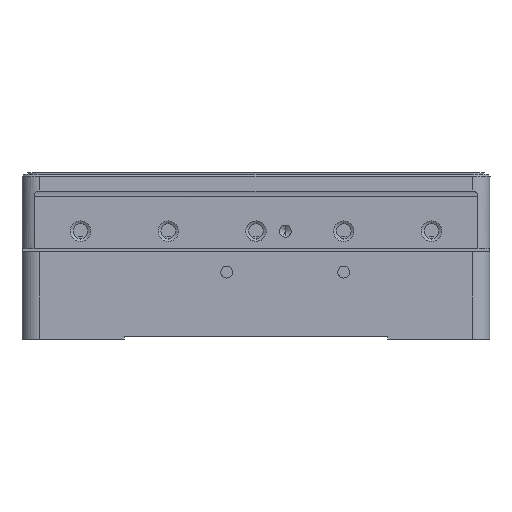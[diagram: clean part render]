
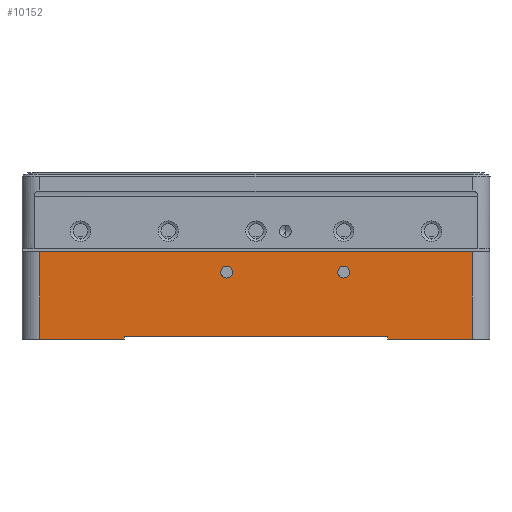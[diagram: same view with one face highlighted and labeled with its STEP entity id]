
A CAD part, front view. The second image highlights one B-rep face of the part: STEP entity #10152.
In plain terms, the highlighted planar face has unit normal (0, -1, 0).
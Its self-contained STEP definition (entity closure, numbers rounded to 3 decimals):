
#616 = EDGE_LOOP ( 'NONE', ( #8014, #25755 ) ) ;
#1738 = DIRECTION ( 'NONE',  ( -1., 0., 0. ) ) ;
#2174 = CARTESIAN_POINT ( 'NONE',  ( -37., -40., -15. ) ) ;
#2610 = CARTESIAN_POINT ( 'NONE',  ( -22.5, -40., -14.5 ) ) ;
#2664 = ORIENTED_EDGE ( 'NONE', *, *, #10695, .F. ) ;
#2679 = FACE_OUTER_BOUND ( 'NONE', #19170, .T. ) ;
#2710 = AXIS2_PLACEMENT_3D ( 'NONE', #27358, #9273, #4990 ) ;
#2795 = VECTOR ( 'NONE', #22056, 1000. ) ;
#2814 = EDGE_CURVE ( 'NONE', #8304, #12600, #18776, .T. ) ;
#2942 = CARTESIAN_POINT ( 'NONE',  ( 37., -40., -15. ) ) ;
#2984 = DIRECTION ( 'NONE',  ( 0., -1., 0. ) ) ;
#3071 = CARTESIAN_POINT ( 'NONE',  ( 22.5, -40., -14.5 ) ) ;
#3286 = CARTESIAN_POINT ( 'NONE',  ( -5., -40., -2.475 ) ) ;
#3337 = VERTEX_POINT ( 'NONE', #2174 ) ;
#3753 = VECTOR ( 'NONE', #5093, 1000. ) ;
#4050 = ORIENTED_EDGE ( 'NONE', *, *, #7367, .T. ) ;
#4374 = CIRCLE ( 'NONE', #25987, 1.025 ) ;
#4990 = DIRECTION ( 'NONE',  ( 0., 0., -1. ) ) ;
#5093 = DIRECTION ( 'NONE',  ( 1., 0., 0. ) ) ;
#5362 = CARTESIAN_POINT ( 'NONE',  ( -5., -40., -3.5 ) ) ;
#6046 = ORIENTED_EDGE ( 'NONE', *, *, #16782, .T. ) ;
#6117 = LINE ( 'NONE', #7874, #8578 ) ;
#6430 = CARTESIAN_POINT ( 'NONE',  ( -40., -40., -15. ) ) ;
#7121 = DIRECTION ( 'NONE',  ( 0., 0., -1. ) ) ;
#7367 = EDGE_CURVE ( 'NONE', #16379, #9257, #11194, .T. ) ;
#7874 = CARTESIAN_POINT ( 'NONE',  ( 37., -40., 34.527 ) ) ;
#8014 = ORIENTED_EDGE ( 'NONE', *, *, #12234, .T. ) ;
#8227 = DIRECTION ( 'NONE',  ( 0., 1., 0. ) ) ;
#8304 = VERTEX_POINT ( 'NONE', #15409 ) ;
#8578 = VECTOR ( 'NONE', #27885, 1000. ) ;
#9257 = VERTEX_POINT ( 'NONE', #2610 ) ;
#9273 = DIRECTION ( 'NONE',  ( 0., 1., 0. ) ) ;
#9821 = DIRECTION ( 'NONE',  ( 0., 0., -1. ) ) ;
#10152 = ADVANCED_FACE ( 'NONE', ( #2679, #11532, #16092 ), #18002, .T. ) ;
#10695 = EDGE_CURVE ( 'NONE', #3337, #8304, #19092, .T. ) ;
#11194 = LINE ( 'NONE', #13263, #22493 ) ;
#11206 = EDGE_CURVE ( 'NONE', #12600, #14522, #6117, .T. ) ;
#11302 = VERTEX_POINT ( 'NONE', #15676 ) ;
#11437 = CARTESIAN_POINT ( 'NONE',  ( 15., -40., -2.475 ) ) ;
#11532 = FACE_BOUND ( 'NONE', #21712, .T. ) ;
#11888 = LINE ( 'NONE', #16889, #14785 ) ;
#12234 = EDGE_CURVE ( 'NONE', #13668, #24503, #21754, .T. ) ;
#12489 = DIRECTION ( 'NONE',  ( 0., 0., 1. ) ) ;
#12600 = VERTEX_POINT ( 'NONE', #13572 ) ;
#12669 = LINE ( 'NONE', #21624, #2795 ) ;
#12817 = ORIENTED_EDGE ( 'NONE', *, *, #28831, .T. ) ;
#13263 = CARTESIAN_POINT ( 'NONE',  ( -22.5, -40., -15. ) ) ;
#13284 = EDGE_CURVE ( 'NONE', #24067, #15342, #20568, .T. ) ;
#13541 = EDGE_CURVE ( 'NONE', #26553, #9257, #15443, .T. ) ;
#13572 = CARTESIAN_POINT ( 'NONE',  ( 37., -40., 0. ) ) ;
#13668 = VERTEX_POINT ( 'NONE', #16451 ) ;
#13771 = AXIS2_PLACEMENT_3D ( 'NONE', #5362, #28015, #27721 ) ;
#13886 = CARTESIAN_POINT ( 'NONE',  ( -5., -40., -3.5 ) ) ;
#14522 = VERTEX_POINT ( 'NONE', #2942 ) ;
#14785 = VECTOR ( 'NONE', #9821, 1000. ) ;
#15342 = VERTEX_POINT ( 'NONE', #27294 ) ;
#15409 = CARTESIAN_POINT ( 'NONE',  ( -37., -40., 0. ) ) ;
#15443 = LINE ( 'NONE', #24395, #15471 ) ;
#15471 = VECTOR ( 'NONE', #15792, 1000. ) ;
#15585 = ORIENTED_EDGE ( 'NONE', *, *, #2814, .F. ) ;
#15676 = CARTESIAN_POINT ( 'NONE',  ( 22.5, -40., -15. ) ) ;
#15742 = ORIENTED_EDGE ( 'NONE', *, *, #19928, .F. ) ;
#15792 = DIRECTION ( 'NONE',  ( -1., 0., 0. ) ) ;
#16092 = FACE_BOUND ( 'NONE', #616, .T. ) ;
#16379 = VERTEX_POINT ( 'NONE', #27968 ) ;
#16451 = CARTESIAN_POINT ( 'NONE',  ( -5., -40., -4.525 ) ) ;
#16782 = EDGE_CURVE ( 'NONE', #15342, #24067, #24710, .T. ) ;
#16889 = CARTESIAN_POINT ( 'NONE',  ( 22.5, -40., 0. ) ) ;
#17526 = ORIENTED_EDGE ( 'NONE', *, *, #24973, .F. ) ;
#18002 = PLANE ( 'NONE',  #21638 ) ;
#18424 = CARTESIAN_POINT ( 'NONE',  ( -40., -40., 0. ) ) ;
#18709 = VECTOR ( 'NONE', #1738, 1000. ) ;
#18776 = LINE ( 'NONE', #27756, #3753 ) ;
#19092 = LINE ( 'NONE', #19532, #26364 ) ;
#19170 = EDGE_LOOP ( 'NONE', ( #4050, #23176, #12817, #17526, #28070, #15585, #2664, #15742 ) ) ;
#19532 = CARTESIAN_POINT ( 'NONE',  ( -37., -40., -43.027 ) ) ;
#19928 = EDGE_CURVE ( 'NONE', #16379, #3337, #26569, .T. ) ;
#20069 = DIRECTION ( 'NONE',  ( 0., 1., 0. ) ) ;
#20568 = CIRCLE ( 'NONE', #2710, 1.025 ) ;
#21522 = ORIENTED_EDGE ( 'NONE', *, *, #13284, .T. ) ;
#21624 = CARTESIAN_POINT ( 'NONE',  ( -40., -40., -15. ) ) ;
#21638 = AXIS2_PLACEMENT_3D ( 'NONE', #18424, #2984, #24765 ) ;
#21712 = EDGE_LOOP ( 'NONE', ( #6046, #21522 ) ) ;
#21754 = CIRCLE ( 'NONE', #13771, 1.025 ) ;
#22056 = DIRECTION ( 'NONE',  ( -1., 0., 0. ) ) ;
#22493 = VECTOR ( 'NONE', #26925, 1000. ) ;
#22829 = AXIS2_PLACEMENT_3D ( 'NONE', #23960, #8227, #26027 ) ;
#23176 = ORIENTED_EDGE ( 'NONE', *, *, #13541, .F. ) ;
#23960 = CARTESIAN_POINT ( 'NONE',  ( 15., -40., -3.5 ) ) ;
#24067 = VERTEX_POINT ( 'NONE', #11437 ) ;
#24395 = CARTESIAN_POINT ( 'NONE',  ( 0., -40., -14.5 ) ) ;
#24503 = VERTEX_POINT ( 'NONE', #3286 ) ;
#24710 = CIRCLE ( 'NONE', #22829, 1.025 ) ;
#24765 = DIRECTION ( 'NONE',  ( 0., 0., -1. ) ) ;
#24973 = EDGE_CURVE ( 'NONE', #14522, #11302, #12669, .T. ) ;
#25755 = ORIENTED_EDGE ( 'NONE', *, *, #27300, .T. ) ;
#25987 = AXIS2_PLACEMENT_3D ( 'NONE', #13886, #20069, #7121 ) ;
#26027 = DIRECTION ( 'NONE',  ( 0., 0., -1. ) ) ;
#26364 = VECTOR ( 'NONE', #12489, 1000. ) ;
#26553 = VERTEX_POINT ( 'NONE', #3071 ) ;
#26569 = LINE ( 'NONE', #6430, #18709 ) ;
#26925 = DIRECTION ( 'NONE',  ( 0., 0., 1. ) ) ;
#27294 = CARTESIAN_POINT ( 'NONE',  ( 15., -40., -4.525 ) ) ;
#27300 = EDGE_CURVE ( 'NONE', #24503, #13668, #4374, .T. ) ;
#27358 = CARTESIAN_POINT ( 'NONE',  ( 15., -40., -3.5 ) ) ;
#27721 = DIRECTION ( 'NONE',  ( 0., 0., -1. ) ) ;
#27756 = CARTESIAN_POINT ( 'NONE',  ( -40., -40., 0. ) ) ;
#27885 = DIRECTION ( 'NONE',  ( 0., 0., -1. ) ) ;
#27968 = CARTESIAN_POINT ( 'NONE',  ( -22.5, -40., -15. ) ) ;
#28015 = DIRECTION ( 'NONE',  ( 0., 1., 0. ) ) ;
#28070 = ORIENTED_EDGE ( 'NONE', *, *, #11206, .F. ) ;
#28831 = EDGE_CURVE ( 'NONE', #26553, #11302, #11888, .T. ) ;
